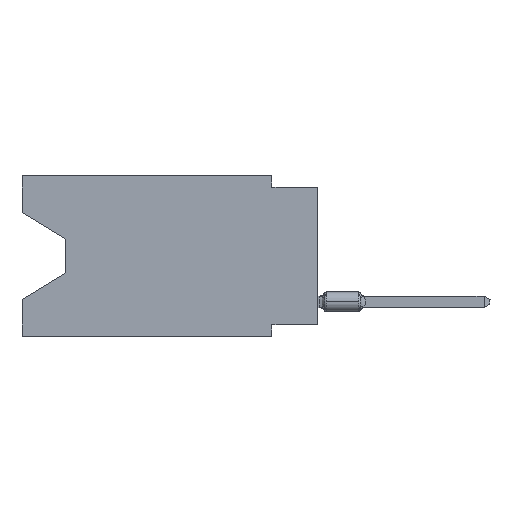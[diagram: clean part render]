
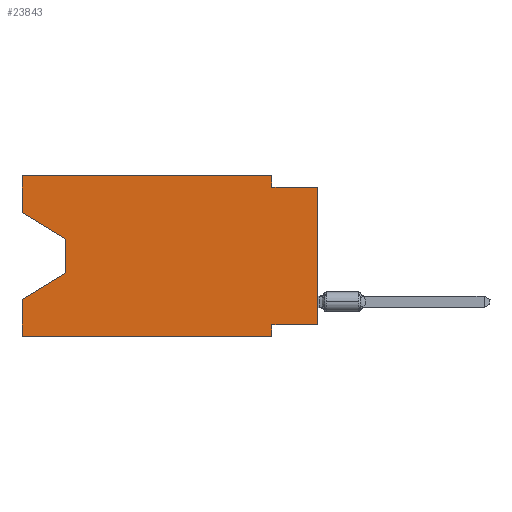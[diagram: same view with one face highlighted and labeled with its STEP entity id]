
A CAD part, left-side view. The second image highlights one B-rep face of the part: STEP entity #23843.
In plain terms, the highlighted planar face has unit normal (-1, 0, 0).
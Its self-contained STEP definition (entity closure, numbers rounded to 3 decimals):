
#22 = LINE ( 'NONE', #4405, #21773 ) ;
#237 = CARTESIAN_POINT ( 'NONE',  ( 0., 0., -8.255 ) ) ;
#359 = ORIENTED_EDGE ( 'NONE', *, *, #3164, .T. ) ;
#361 = EDGE_CURVE ( 'NONE', #11818, #9267, #22, .T. ) ;
#371 = CARTESIAN_POINT ( 'NONE',  ( 0., 16.383, -8.89 ) ) ;
#633 = VECTOR ( 'NONE', #39492, 1000. ) ;
#1122 = AXIS2_PLACEMENT_3D ( 'NONE', #5772, #42804, #9435 ) ;
#1341 = ORIENTED_EDGE ( 'NONE', *, *, #29303, .F. ) ;
#1522 = LINE ( 'NONE', #4218, #41288 ) ;
#2375 = CARTESIAN_POINT ( 'NONE',  ( 0., 16.383, 0. ) ) ;
#3164 = EDGE_CURVE ( 'NONE', #16691, #16057, #5388, .T. ) ;
#3232 = CARTESIAN_POINT ( 'NONE',  ( 0., 2.54, 0. ) ) ;
#3494 = ORIENTED_EDGE ( 'NONE', *, *, #37532, .F. ) ;
#4218 = CARTESIAN_POINT ( 'NONE',  ( 0., 0., -8.255 ) ) ;
#4405 = CARTESIAN_POINT ( 'NONE',  ( 0., 0., 0. ) ) ;
#5388 = LINE ( 'NONE', #27086, #17246 ) ;
#5772 = CARTESIAN_POINT ( 'NONE',  ( 0., 16.383, 0. ) ) ;
#5910 = CARTESIAN_POINT ( 'NONE',  ( 0., 13.97, -3.505 ) ) ;
#5947 = VERTEX_POINT ( 'NONE', #11816 ) ;
#6820 = ORIENTED_EDGE ( 'NONE', *, *, #7347, .T. ) ;
#7347 = EDGE_CURVE ( 'NONE', #45298, #16691, #25759, .T. ) ;
#8015 = CARTESIAN_POINT ( 'NONE',  ( 0., 2.54, -0.635 ) ) ;
#8118 = EDGE_CURVE ( 'NONE', #5947, #36857, #33732, .T. ) ;
#9140 = VECTOR ( 'NONE', #14580, 1000. ) ;
#9267 = VERTEX_POINT ( 'NONE', #37069 ) ;
#9435 = DIRECTION ( 'NONE',  ( 0., 0., -1. ) ) ;
#9488 = EDGE_CURVE ( 'NONE', #45298, #21741, #13182, .T. ) ;
#9504 = CARTESIAN_POINT ( 'NONE',  ( 0., 2.54, -8.89 ) ) ;
#10146 = LINE ( 'NONE', #39845, #40207 ) ;
#10183 = ORIENTED_EDGE ( 'NONE', *, *, #361, .T. ) ;
#11450 = VECTOR ( 'NONE', #11591, 1000. ) ;
#11591 = DIRECTION ( 'NONE',  ( 0., -1., 0. ) ) ;
#11816 = CARTESIAN_POINT ( 'NONE',  ( 0., 16.383, -8.89 ) ) ;
#11818 = VERTEX_POINT ( 'NONE', #237 ) ;
#13182 = LINE ( 'NONE', #35811, #19004 ) ;
#14547 = ORIENTED_EDGE ( 'NONE', *, *, #21241, .T. ) ;
#14580 = DIRECTION ( 'NONE',  ( 0., -1., 0. ) ) ;
#14910 = CARTESIAN_POINT ( 'NONE',  ( 0., 2.54, -8.255 ) ) ;
#15056 = CARTESIAN_POINT ( 'NONE',  ( 0., 16.383, -2.038 ) ) ;
#15401 = CARTESIAN_POINT ( 'NONE',  ( 0., 16.383, -6.852 ) ) ;
#15736 = VERTEX_POINT ( 'NONE', #3232 ) ;
#16057 = VERTEX_POINT ( 'NONE', #48159 ) ;
#16691 = VERTEX_POINT ( 'NONE', #5910 ) ;
#16814 = DIRECTION ( 'NONE',  ( 0., 0., -1. ) ) ;
#17089 = LINE ( 'NONE', #24386, #633 ) ;
#17246 = VECTOR ( 'NONE', #31693, 1000. ) ;
#17630 = ORIENTED_EDGE ( 'NONE', *, *, #44337, .F. ) ;
#18278 = EDGE_CURVE ( 'NONE', #41583, #36857, #25078, .T. ) ;
#19004 = VECTOR ( 'NONE', #20009, 1000. ) ;
#19083 = DIRECTION ( 'NONE',  ( 0., 1., 0. ) ) ;
#20009 = DIRECTION ( 'NONE',  ( 0., 0., 1. ) ) ;
#20127 = DIRECTION ( 'NONE',  ( 0., 0.855, -0.519 ) ) ;
#21194 = CARTESIAN_POINT ( 'NONE',  ( 0., 2.54, -8.89 ) ) ;
#21241 = EDGE_CURVE ( 'NONE', #16057, #41702, #46665, .T. ) ;
#21741 = VERTEX_POINT ( 'NONE', #2375 ) ;
#21773 = VECTOR ( 'NONE', #29739, 1000. ) ;
#21989 = VECTOR ( 'NONE', #20127, 1000. ) ;
#23843 = ADVANCED_FACE ( 'NONE', ( #28168 ), #31851, .F. ) ;
#24386 = CARTESIAN_POINT ( 'NONE',  ( 0., 16.383, 0. ) ) ;
#24494 = ORIENTED_EDGE ( 'NONE', *, *, #18278, .F. ) ;
#25078 = LINE ( 'NONE', #21194, #31027 ) ;
#25339 = ORIENTED_EDGE ( 'NONE', *, *, #38301, .F. ) ;
#25759 = LINE ( 'NONE', #40623, #42564 ) ;
#27086 = CARTESIAN_POINT ( 'NONE',  ( 0., 13.97, -3.505 ) ) ;
#28168 = FACE_OUTER_BOUND ( 'NONE', #28931, .T. ) ;
#28931 = EDGE_LOOP ( 'NONE', ( #6820, #359, #14547, #17630, #35792, #24494, #37419, #10183, #1341, #3494, #25339, #36085 ) ) ;
#29303 = EDGE_CURVE ( 'NONE', #39194, #9267, #32830, .T. ) ;
#29739 = DIRECTION ( 'NONE',  ( 0., 0., 1. ) ) ;
#29828 = VECTOR ( 'NONE', #39786, 1000. ) ;
#31027 = VECTOR ( 'NONE', #16814, 1000. ) ;
#31693 = DIRECTION ( 'NONE',  ( 0., 0., -1. ) ) ;
#31851 = PLANE ( 'NONE',  #1122 ) ;
#32767 = DIRECTION ( 'NONE',  ( 0., 0., -1. ) ) ;
#32830 = LINE ( 'NONE', #47698, #9140 ) ;
#32969 = EDGE_CURVE ( 'NONE', #11818, #41583, #1522, .T. ) ;
#33732 = LINE ( 'NONE', #371, #11450 ) ;
#35792 = ORIENTED_EDGE ( 'NONE', *, *, #8118, .T. ) ;
#35811 = CARTESIAN_POINT ( 'NONE',  ( 0., 16.383, 0. ) ) ;
#36085 = ORIENTED_EDGE ( 'NONE', *, *, #9488, .F. ) ;
#36120 = CARTESIAN_POINT ( 'NONE',  ( 0., 16.383, 0. ) ) ;
#36857 = VERTEX_POINT ( 'NONE', #9504 ) ;
#37069 = CARTESIAN_POINT ( 'NONE',  ( 0., 0., -0.635 ) ) ;
#37419 = ORIENTED_EDGE ( 'NONE', *, *, #32969, .F. ) ;
#37532 = EDGE_CURVE ( 'NONE', #15736, #39194, #10146, .T. ) ;
#38301 = EDGE_CURVE ( 'NONE', #21741, #15736, #17089, .T. ) ;
#39104 = CARTESIAN_POINT ( 'NONE',  ( 0., 13.97, -5.385 ) ) ;
#39194 = VERTEX_POINT ( 'NONE', #8015 ) ;
#39312 = LINE ( 'NONE', #36120, #29828 ) ;
#39492 = DIRECTION ( 'NONE',  ( 0., -1., 0. ) ) ;
#39786 = DIRECTION ( 'NONE',  ( 0., 0., 1. ) ) ;
#39845 = CARTESIAN_POINT ( 'NONE',  ( 0., 2.54, 0. ) ) ;
#40207 = VECTOR ( 'NONE', #32767, 1000. ) ;
#40623 = CARTESIAN_POINT ( 'NONE',  ( 0., 16.383, -2.038 ) ) ;
#41288 = VECTOR ( 'NONE', #19083, 1000. ) ;
#41583 = VERTEX_POINT ( 'NONE', #14910 ) ;
#41702 = VERTEX_POINT ( 'NONE', #15401 ) ;
#42564 = VECTOR ( 'NONE', #48183, 1000. ) ;
#42804 = DIRECTION ( 'NONE',  ( 1., 0., 0. ) ) ;
#44337 = EDGE_CURVE ( 'NONE', #5947, #41702, #39312, .T. ) ;
#45298 = VERTEX_POINT ( 'NONE', #15056 ) ;
#46665 = LINE ( 'NONE', #39104, #21989 ) ;
#47698 = CARTESIAN_POINT ( 'NONE',  ( 0., 0., -0.635 ) ) ;
#48159 = CARTESIAN_POINT ( 'NONE',  ( 0., 13.97, -5.385 ) ) ;
#48183 = DIRECTION ( 'NONE',  ( 0., -0.855, -0.519 ) ) ;
